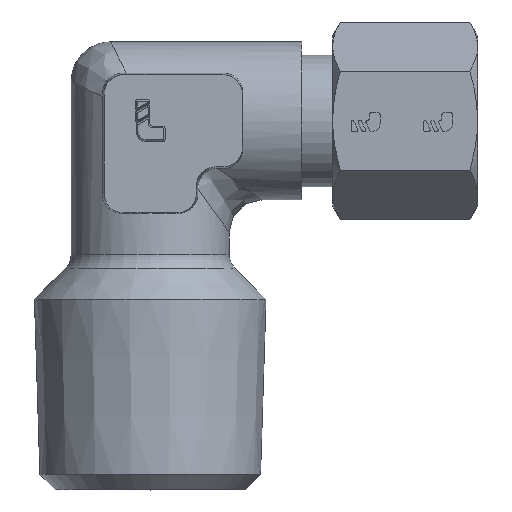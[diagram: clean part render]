
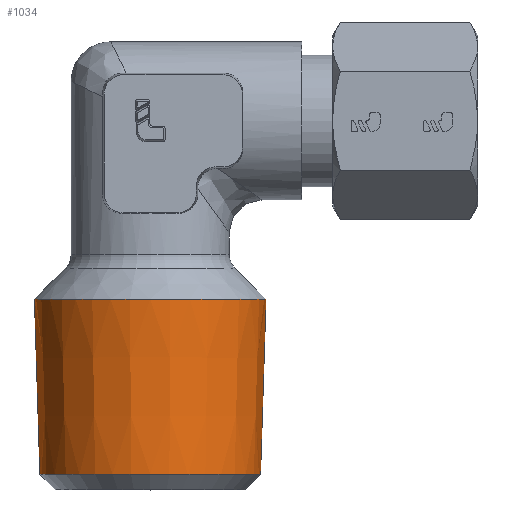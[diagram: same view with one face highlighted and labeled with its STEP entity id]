
A CAD part, top view. The second image highlights one B-rep face of the part: STEP entity #1034.
In plain terms, the highlighted conical face has half-angle 1.78 degrees and reference radius 8.581 mm.
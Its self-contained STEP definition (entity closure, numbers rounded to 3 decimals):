
#1034=ADVANCED_FACE('',(#2084),#2085,.T.);
#2084=FACE_OUTER_BOUND('',#3329,.T.);
#2085=CONICAL_SURFACE('',#3330,8.581,0.031);
#3329=EDGE_LOOP('',(#6428,#6429,#6430,#6431));
#3330=AXIS2_PLACEMENT_3D('',#6432,#6433,#6434);
#6428=ORIENTED_EDGE('',*,*,#7626,.T.);
#6429=ORIENTED_EDGE('',*,*,#7826,.T.);
#6430=ORIENTED_EDGE('',*,*,#7627,.T.);
#6431=ORIENTED_EDGE('',*,*,#7745,.F.);
#6432=CARTESIAN_POINT('',(0.0,-20.186,0.0));
#6433=DIRECTION('',(-0.0,1.0,-0.0));
#6434=DIRECTION('',(1.0,0.0,0.0));
#7626=EDGE_CURVE('',#9467,#9442,#9479,.T.);
#7627=EDGE_CURVE('',#9440,#9469,#9480,.T.);
#7745=EDGE_CURVE('',#9467,#9469,#9610,.T.);
#7826=EDGE_CURVE('',#9442,#9440,#9694,.T.);
#9440=VERTEX_POINT('',#12390);
#9442=VERTEX_POINT('',#12393);
#9467=VERTEX_POINT('',#12427);
#9469=VERTEX_POINT('',#12430);
#9479=LINE('',#12443,#12444);
#9480=LINE('',#12445,#12446);
#9610=CIRCLE('',#12642,8.374);
#9694=CIRCLE('',#12749,8.787);
#12390=CARTESIAN_POINT('',(-8.787,-13.537,0.));
#12393=CARTESIAN_POINT('',(8.787,-13.537,0.0));
#12427=CARTESIAN_POINT('',(8.374,-26.835,0.));
#12430=CARTESIAN_POINT('',(-8.374,-26.835,0.0));
#12443=CARTESIAN_POINT('',(8.581,-20.186,0.));
#12444=VECTOR('',#13953,1.0);
#12445=CARTESIAN_POINT('',(-8.581,-20.186,0.));
#12446=VECTOR('',#13954,1.0);
#12642=AXIS2_PLACEMENT_3D('',#14051,#14052,#14053);
#12749=AXIS2_PLACEMENT_3D('',#14095,#14096,#14097);
#13953=DIRECTION('',(0.031,1.,0.));
#13954=DIRECTION('',(0.031,-1.,0.));
#14051=CARTESIAN_POINT('',(0.0,-26.835,0.0));
#14052=DIRECTION('',(0.0,-1.0,0.0));
#14053=DIRECTION('',(1.0,0.0,0.0));
#14095=CARTESIAN_POINT('',(0.0,-13.537,0.0));
#14096=DIRECTION('',(0.0,-1.0,0.0));
#14097=DIRECTION('',(-1.0,0.0,0.0));
